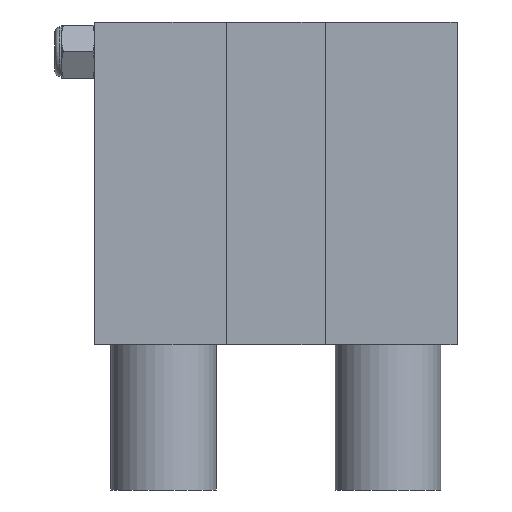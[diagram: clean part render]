
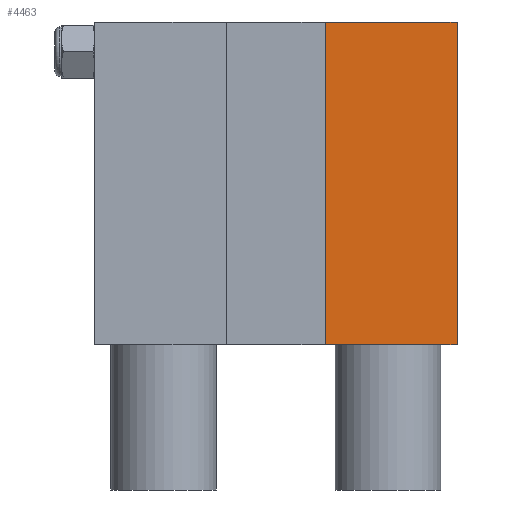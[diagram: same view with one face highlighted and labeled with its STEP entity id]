
A CAD part, front view. The second image highlights one B-rep face of the part: STEP entity #4463.
In plain terms, the highlighted planar face has unit normal (0, -1, 0).
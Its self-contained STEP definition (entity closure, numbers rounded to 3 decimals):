
#37=DIRECTION('',(1.,0.,0.));
#38=VECTOR('',#37,20.);
#39=CARTESIAN_POINT('',(35.,0.,0.));
#40=LINE('',#39,#38);
#473=DIRECTION('',(0.,0.,-1.));
#474=VECTOR('',#473,49.);
#475=CARTESIAN_POINT('',(35.,0.,0.));
#476=LINE('',#475,#474);
#477=DIRECTION('',(1.,0.,0.));
#478=VECTOR('',#477,20.);
#479=CARTESIAN_POINT('',(35.,0.,-49.));
#480=LINE('',#479,#478);
#485=DIRECTION('',(0.,0.,-1.));
#486=VECTOR('',#485,49.);
#487=CARTESIAN_POINT('',(55.,0.,0.));
#488=LINE('',#487,#486);
#3185=CARTESIAN_POINT('',(55.,0.,-49.));
#3186=VERTEX_POINT('',#3185);
#3187=CARTESIAN_POINT('',(35.,0.,-49.));
#3188=VERTEX_POINT('',#3187);
#3197=CARTESIAN_POINT('',(35.,0.,0.));
#3198=VERTEX_POINT('',#3197);
#3199=CARTESIAN_POINT('',(55.,0.,0.));
#3200=VERTEX_POINT('',#3199);
#4451=CARTESIAN_POINT('',(45.,0.,-24.5));
#4452=DIRECTION('',(0.,1.,0.));
#4453=DIRECTION('',(1.,0.,0.));
#4454=AXIS2_PLACEMENT_3D('',#4451,#4452,#4453);
#4455=PLANE('',#4454);
#4456=ORIENTED_EDGE('',*,*,#4446,.F.);
#4457=ORIENTED_EDGE('',*,*,#4062,.T.);
#4459=ORIENTED_EDGE('',*,*,#4458,.T.);
#4460=ORIENTED_EDGE('',*,*,#4411,.F.);
#4461=EDGE_LOOP('',(#4456,#4457,#4459,#4460));
#4462=FACE_OUTER_BOUND('',#4461,.F.);
#4463=ADVANCED_FACE('',(#4462),#4455,.F.);
#4062=EDGE_CURVE('',#3198,#3200,#40,.T.);
#4411=EDGE_CURVE('',#3188,#3186,#480,.T.);
#4446=EDGE_CURVE('',#3198,#3188,#476,.T.);
#4458=EDGE_CURVE('',#3200,#3186,#488,.T.);
